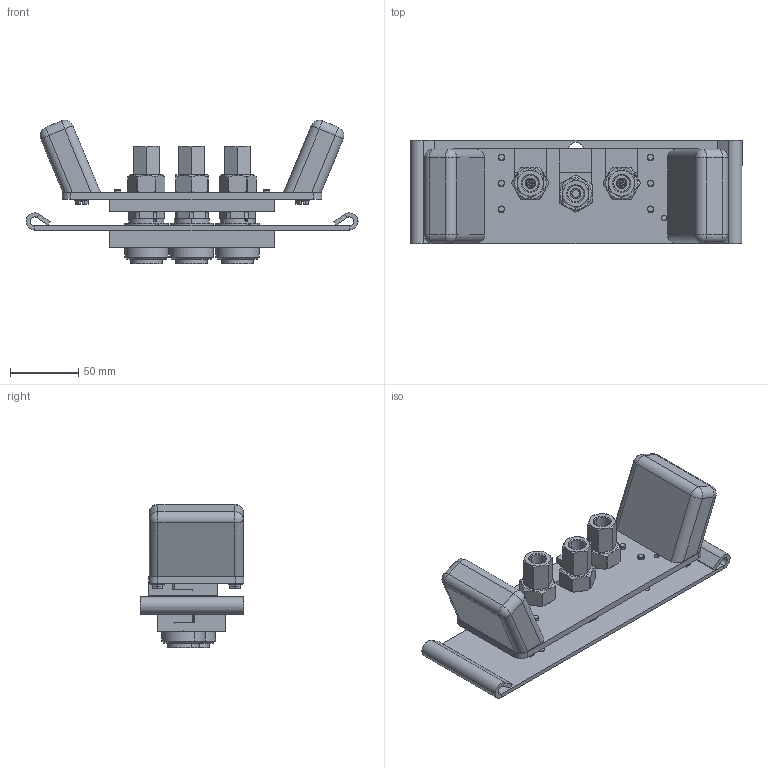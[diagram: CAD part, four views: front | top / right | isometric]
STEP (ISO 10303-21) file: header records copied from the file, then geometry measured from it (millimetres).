
FILE_DESCRIPTION((''),'2;1');
FILE_NAME('ILCM45600701','2018-08-31T',('dg'),(''),'PRO/ENGINEER BY PARAMETRIC TECHNOLOGY CORPORATION, 2013320','PRO/ENGINEER BY PARAMETRIC TECHNOLOGY CORPORATION, 2013320','');
FILE_SCHEMA(('CONFIG_CONTROL_DESIGN'));
Length unit declared in the file: inch
Products named in the file (1): ILCM45600701
Bounding box: 243.83 x 76.2 x 105.38 mm (x, y, z)
Volume: 491540.3 mm3; surface area: 149774.1 mm2
Topology: 3 solids, 3 shells, 1351 faces, 3585 edges, 2324 vertices
Faces by surface type: plane 687, cylinder 464, cone 192, sphere 8
Entity records: 45406 total; most frequent: CARTESIAN_POINT 10788, DIRECTION 7423, ORIENTED_EDGE 7170, EDGE_CURVE 3585, AXIS2_PLACEMENT_3D 2728, VERTEX_POINT 2324, VECTOR 1967, LINE 1967
